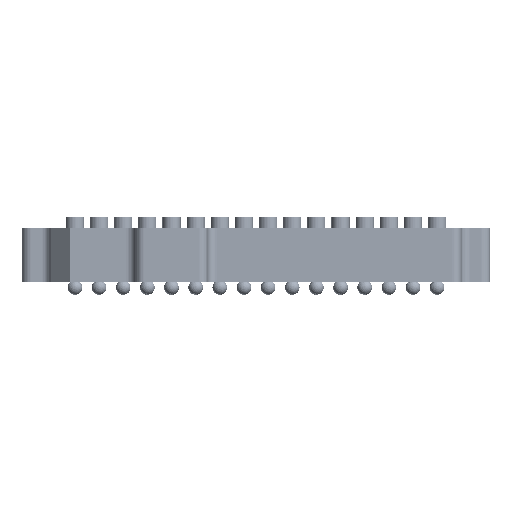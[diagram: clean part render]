
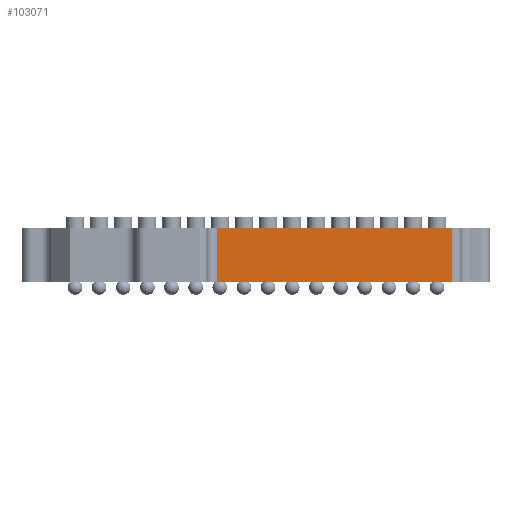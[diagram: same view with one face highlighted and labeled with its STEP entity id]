
A CAD part, front view. The second image highlights one B-rep face of the part: STEP entity #103071.
In plain terms, the highlighted planar face has unit normal (0, -1, 0).
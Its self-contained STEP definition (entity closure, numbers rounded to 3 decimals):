
#93235=CARTESIAN_POINT('',(16.62,0.0,0.0));
#93236=VERTEX_POINT('',#93235);
#93244=CARTESIAN_POINT('',(6.88,0.0,0.0));
#93245=VERTEX_POINT('',#93244);
#93246=CARTESIAN_POINT('',(16.62,0.0,0.0));
#93247=DIRECTION('',(-1.0,0.0,0.0));
#93248=VECTOR('',#93247,9.74);
#93249=LINE('',#93246,#93248);
#93250=EDGE_CURVE('',#93236,#93245,#93249,.T.);
#103028=CARTESIAN_POINT('',(16.62,0.0,2.24));
#103029=VERTEX_POINT('',#103028);
#103037=CARTESIAN_POINT('',(16.62,0.0,2.24));
#103038=DIRECTION('',(0.0,0.0,-1.0));
#103039=VECTOR('',#103038,2.24);
#103040=LINE('',#103037,#103039);
#103041=EDGE_CURVE('',#103029,#93236,#103040,.T.);
#103048=CARTESIAN_POINT('',(17.0,0.0,0.0));
#103049=DIRECTION('',(0.0,-1.0,0.0));
#103050=DIRECTION('',(0.0,0.0,-1.0));
#103051=AXIS2_PLACEMENT_3D('',#103048,#103049,#103050);
#103052=PLANE('',#103051);
#103053=CARTESIAN_POINT('',(6.88,0.0,2.24));
#103054=VERTEX_POINT('',#103053);
#103055=CARTESIAN_POINT('',(6.88,0.0,0.0));
#103056=DIRECTION('',(0.0,0.0,1.0));
#103057=VECTOR('',#103056,2.24);
#103058=LINE('',#103055,#103057);
#103059=EDGE_CURVE('',#93245,#103054,#103058,.T.);
#103060=ORIENTED_EDGE('',*,*,#103059,.F.);
#103061=ORIENTED_EDGE('',*,*,#93250,.F.);
#103062=ORIENTED_EDGE('',*,*,#103041,.F.);
#103063=CARTESIAN_POINT('',(6.88,0.0,2.24));
#103064=DIRECTION('',(1.0,0.0,0.0));
#103065=VECTOR('',#103064,9.74);
#103066=LINE('',#103063,#103065);
#103067=EDGE_CURVE('',#103029,#103054,#103066,.F.);
#103068=ORIENTED_EDGE('',*,*,#103067,.T.);
#103069=EDGE_LOOP('',(#103060,#103061,#103062,#103068));
#103070=FACE_OUTER_BOUND('',#103069,.T.);
#103071=ADVANCED_FACE('',(#103070),#103052,.T.);
